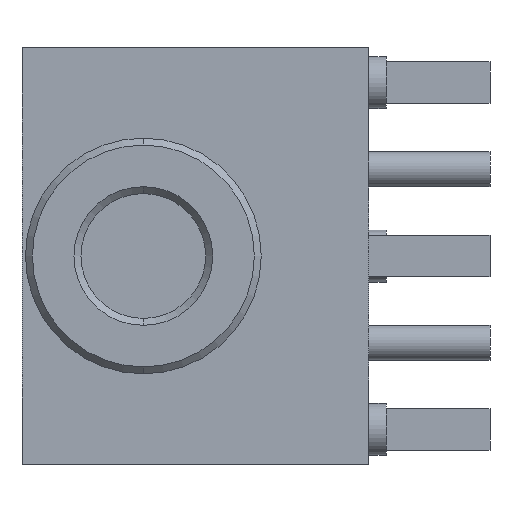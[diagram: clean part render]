
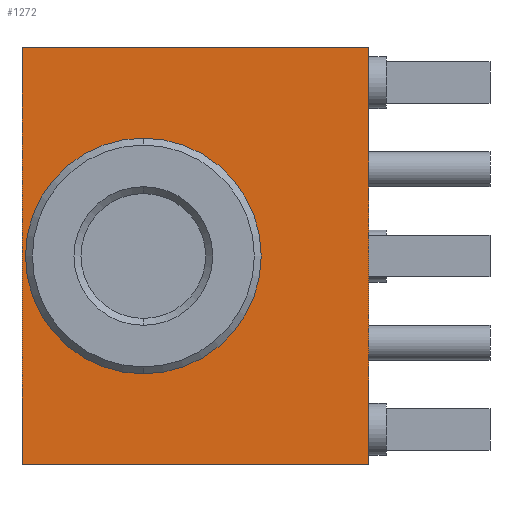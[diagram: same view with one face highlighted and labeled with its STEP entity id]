
A CAD part, left-side view. The second image highlights one B-rep face of the part: STEP entity #1272.
In plain terms, the highlighted planar face has unit normal (-1, 0, 0).
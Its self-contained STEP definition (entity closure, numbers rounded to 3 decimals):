
#260 = EDGE_CURVE ( 'NONE', #1602, #1607, #1408, .T. ) ;
#408 = CARTESIAN_POINT ( 'NONE',  ( 3.5, 7., 0. ) ) ;
#420 = DIRECTION ( 'NONE',  ( 0., 0., -1. ) ) ;
#426 = DIRECTION ( 'NONE',  ( -1., 0., 0. ) ) ;
#459 = ORIENTED_EDGE ( 'NONE', *, *, #1381, .T. ) ;
#469 = ORIENTED_EDGE ( 'NONE', *, *, #1389, .T. ) ;
#513 = ORIENTED_EDGE ( 'NONE', *, *, #260, .F. ) ;
#529 = ORIENTED_EDGE ( 'NONE', *, *, #1382, .F. ) ;
#534 = ORIENTED_EDGE ( 'NONE', *, *, #1384, .F. ) ;
#544 = ORIENTED_EDGE ( 'NONE', *, *, #1393, .F. ) ;
#755 = PLANE ( 'NONE',  #1971 ) ;
#756 = CARTESIAN_POINT ( 'NONE',  ( 3.5, 10.5, -6. ) ) ;
#757 = DIRECTION ( 'NONE',  ( 1., 0., 0. ) ) ;
#758 = DIRECTION ( 'NONE',  ( 0., 0., -1. ) ) ;
#868 = CARTESIAN_POINT ( 'NONE',  ( 3.5, 7., 0. ) ) ;
#884 = LINE ( 'NONE', #885, #1475 ) ;
#885 = CARTESIAN_POINT ( 'NONE',  ( 3.5, 10.5, -6. ) ) ;
#886 = DIRECTION ( 'NONE',  ( 0., -1., 0. ) ) ;
#887 = DIRECTION ( 'NONE',  ( -1., 0., 0. ) ) ;
#888 = DIRECTION ( 'NONE',  ( 0., 0., -1. ) ) ;
#893 = LINE ( 'NONE', #894, #1539 ) ;
#894 = CARTESIAN_POINT ( 'NONE',  ( 3.5, 10.5, -6. ) ) ;
#895 = DIRECTION ( 'NONE',  ( 0., 0., 1. ) ) ;
#908 = LINE ( 'NONE', #909, #1519 ) ;
#909 = CARTESIAN_POINT ( 'NONE',  ( 3.5, 0.5, -6. ) ) ;
#910 = DIRECTION ( 'NONE',  ( 0., 0., 1. ) ) ;
#920 = LINE ( 'NONE', #921, #1523 ) ;
#921 = CARTESIAN_POINT ( 'NONE',  ( 3.5, 10.5, 6. ) ) ;
#922 = DIRECTION ( 'NONE',  ( 0., -1., 0. ) ) ;
#1272 = ADVANCED_FACE ( 'NONE', ( #1972, #1981 ), #755, .F. ) ;
#1330 = EDGE_LOOP ( 'NONE', ( #529, #513 ) ) ;
#1353 = EDGE_LOOP ( 'NONE', ( #469, #544, #534, #459 ) ) ;
#1381 = EDGE_CURVE ( 'NONE', #1650, #1630, #884, .T. ) ;
#1382 = EDGE_CURVE ( 'NONE', #1607, #1602, #2577, .T. ) ;
#1384 = EDGE_CURVE ( 'NONE', #1650, #1585, #893, .T. ) ;
#1389 = EDGE_CURVE ( 'NONE', #1630, #1609, #908, .T. ) ;
#1393 = EDGE_CURVE ( 'NONE', #1585, #1609, #920, .T. ) ;
#1408 = CIRCLE ( 'NONE', #2571, 3.4 ) ;
#1475 = VECTOR ( 'NONE', #886, 1000. ) ;
#1476 = AXIS2_PLACEMENT_3D ( 'NONE', #868, #887, #888 ) ;
#1519 = VECTOR ( 'NONE', #910, 1000. ) ;
#1523 = VECTOR ( 'NONE', #922, 1000. ) ;
#1539 = VECTOR ( 'NONE', #895, 1000. ) ;
#1585 = VERTEX_POINT ( 'NONE', #2114 ) ;
#1602 = VERTEX_POINT ( 'NONE', #2128 ) ;
#1607 = VERTEX_POINT ( 'NONE', #2132 ) ;
#1609 = VERTEX_POINT ( 'NONE', #2133 ) ;
#1630 = VERTEX_POINT ( 'NONE', #2147 ) ;
#1650 = VERTEX_POINT ( 'NONE', #2162 ) ;
#1971 = AXIS2_PLACEMENT_3D ( 'NONE', #756, #757, #758 ) ;
#1972 = FACE_OUTER_BOUND ( 'NONE', #1353, .T. ) ;
#1981 = FACE_BOUND ( 'NONE', #1330, .T. ) ;
#2114 = CARTESIAN_POINT ( 'NONE',  ( 3.5, 10.5, 6. ) ) ;
#2128 = CARTESIAN_POINT ( 'NONE',  ( 3.5, 7., 3.4 ) ) ;
#2132 = CARTESIAN_POINT ( 'NONE',  ( 3.5, 7., -3.4 ) ) ;
#2133 = CARTESIAN_POINT ( 'NONE',  ( 3.5, 0.5, 6. ) ) ;
#2147 = CARTESIAN_POINT ( 'NONE',  ( 3.5, 0.5, -6. ) ) ;
#2162 = CARTESIAN_POINT ( 'NONE',  ( 3.5, 10.5, -6. ) ) ;
#2571 = AXIS2_PLACEMENT_3D ( 'NONE', #408, #426, #420 ) ;
#2577 = CIRCLE ( 'NONE', #1476, 3.4 ) ;
